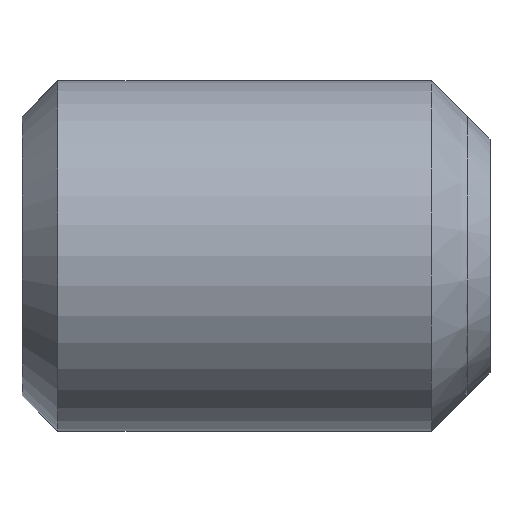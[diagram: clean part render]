
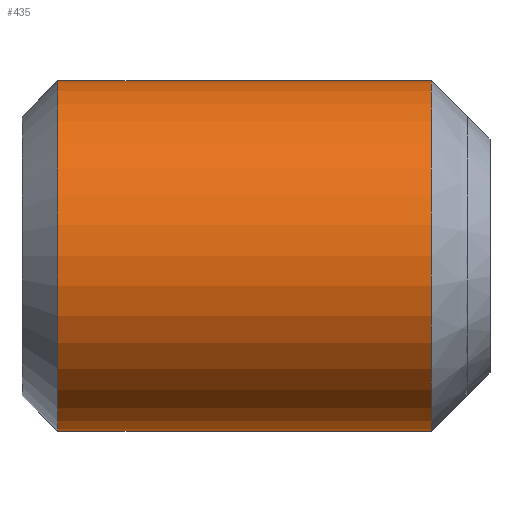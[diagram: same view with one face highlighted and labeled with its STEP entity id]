
A CAD part, top view. The second image highlights one B-rep face of the part: STEP entity #435.
In plain terms, the highlighted cylindrical face has radius 3 mm (diameter 6 mm), a partial arc.
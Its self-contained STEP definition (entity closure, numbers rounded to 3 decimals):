
#20=DIRECTION('',(-1.,0.,0.));
#21=VECTOR('',#20,6.387);
#22=CARTESIAN_POINT('',(7.,3.,0.));
#23=LINE('',#22,#21);
#24=DIRECTION('',(-1.,0.,0.));
#25=VECTOR('',#24,6.387);
#26=CARTESIAN_POINT('',(7.,-3.,0.));
#27=LINE('',#26,#25);
#33=CARTESIAN_POINT('',(7.,0.,0.));
#34=DIRECTION('',(1.,0.,0.));
#35=DIRECTION('',(0.,1.,0.));
#36=AXIS2_PLACEMENT_3D('',#33,#34,#35);
#38=CARTESIAN_POINT('',(0.614,0.,0.));
#39=DIRECTION('',(1.,0.,0.));
#40=DIRECTION('',(0.,1.,0.));
#41=AXIS2_PLACEMENT_3D('',#38,#39,#40);
#307=CARTESIAN_POINT('',(7.,3.,0.));
#309=VERTEX_POINT('',#307);
#310=CARTESIAN_POINT('',(0.614,3.,0.));
#311=VERTEX_POINT('',#310);
#315=CARTESIAN_POINT('',(7.,-3.,0.));
#317=VERTEX_POINT('',#315);
#318=CARTESIAN_POINT('',(0.614,-3.,0.));
#319=VERTEX_POINT('',#318);
#423=CARTESIAN_POINT('',(0.,0.,0.));
#424=DIRECTION('',(1.,0.,0.));
#425=DIRECTION('',(0.,-1.,0.));
#426=AXIS2_PLACEMENT_3D('',#423,#424,#425);
#427=CYLINDRICAL_SURFACE('',#426,3.);
#428=ORIENTED_EDGE('',*,*,#413,.F.);
#429=ORIENTED_EDGE('',*,*,#390,.T.);
#430=ORIENTED_EDGE('',*,*,#417,.T.);
#432=ORIENTED_EDGE('',*,*,#431,.F.);
#433=EDGE_LOOP('',(#428,#429,#430,#432));
#434=FACE_OUTER_BOUND('',#433,.F.);
#435=ADVANCED_FACE('',(#434),#427,.T.);
#37=CIRCLE('',#36,3.);
#42=CIRCLE('',#41,3.);
#390=EDGE_CURVE('',#309,#317,#37,.T.);
#413=EDGE_CURVE('',#309,#311,#23,.T.);
#417=EDGE_CURVE('',#317,#319,#27,.T.);
#431=EDGE_CURVE('',#311,#319,#42,.T.);
